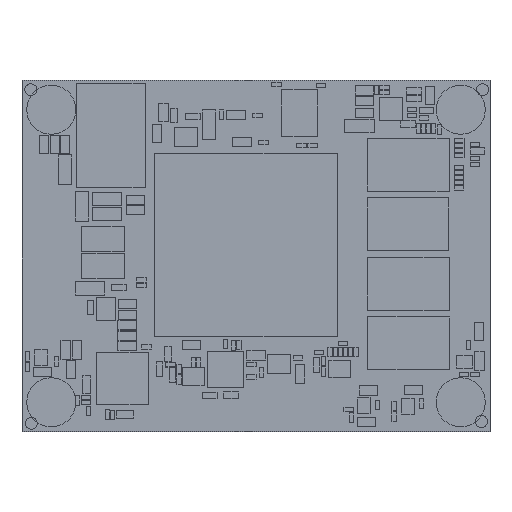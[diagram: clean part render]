
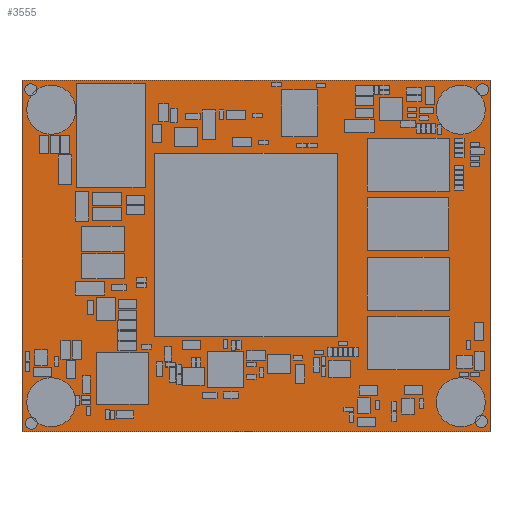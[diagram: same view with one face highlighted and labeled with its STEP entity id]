
A CAD part, top view. The second image highlights one B-rep face of the part: STEP entity #3555.
In plain terms, the highlighted planar face has unit normal (0, 0, 1).
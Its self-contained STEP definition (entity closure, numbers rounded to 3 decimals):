
#2187=FACE_OUTER_BOUND($,#2341,.F.);
#2341=EDGE_LOOP($,(#3709,#3710,#3711,#3712));
#2495=AXIS2_PLACEMENT_3D($,#7331,#6153,$);
#3405=PLANE($,#2495);
#3555=ADVANCED_FACE($,(#2187),#3405,.T.);
#3709=ORIENTED_EDGE($,*,*,#4333,.T.);
#3710=ORIENTED_EDGE($,*,*,#4334,.T.);
#3711=ORIENTED_EDGE($,*,*,#4335,.T.);
#3712=ORIENTED_EDGE($,*,*,#4336,.T.);
#4333=EDGE_CURVE($,#5328,#5329,#4999,.T.);
#4334=EDGE_CURVE($,#5329,#5330,#5000,.T.);
#4335=EDGE_CURVE($,#5330,#5331,#5001,.T.);
#4336=EDGE_CURVE($,#5331,#5328,#5002,.T.);
#4670=VECTOR($,#6156,60.);
#4671=VECTOR($,#6157,80.);
#4672=VECTOR($,#6158,60.);
#4673=VECTOR($,#6159,80.);
#4999=LINE($,#7330,#4670);
#5000=LINE($,#7331,#4671);
#5001=LINE($,#7332,#4672);
#5002=LINE($,#7333,#4673);
#5328=VERTEX_POINT($,#7330);
#5329=VERTEX_POINT($,#7331);
#5330=VERTEX_POINT($,#7332);
#5331=VERTEX_POINT($,#7333);
#6153=DIRECTION($,(0.,0.,1.));
#6156=DIRECTION($,(0.,-1.,0.));
#6157=DIRECTION($,(-1.,0.,0.));
#6158=DIRECTION($,(0.,1.,0.));
#6159=DIRECTION($,(1.,0.,0.));
#7330=CARTESIAN_POINT('',(80.,60.,0.));
#7331=CARTESIAN_POINT('',(80.,0.,0.));
#7332=CARTESIAN_POINT('',(0.,0.,0.));
#7333=CARTESIAN_POINT('',(0.,60.,0.));
